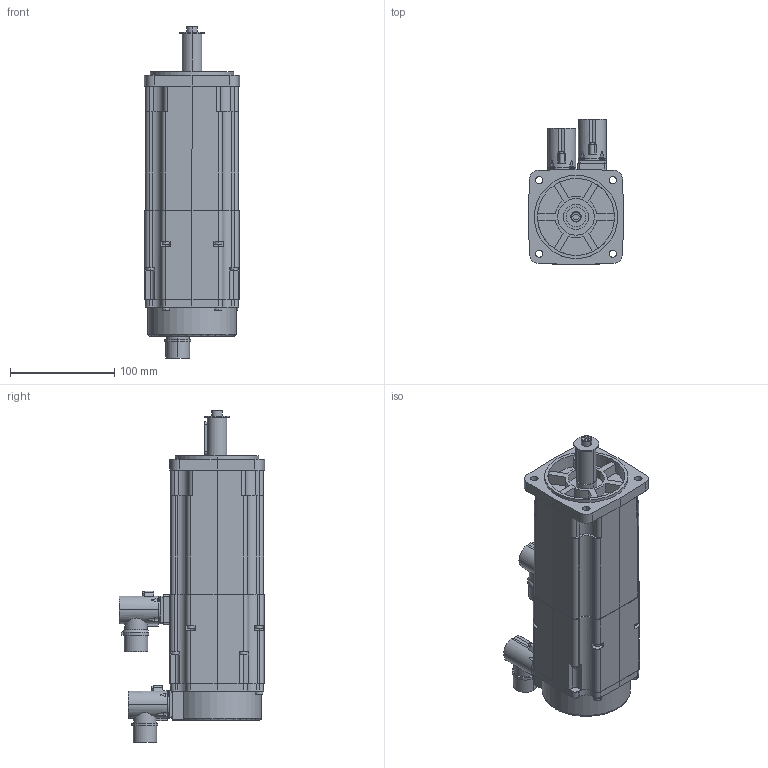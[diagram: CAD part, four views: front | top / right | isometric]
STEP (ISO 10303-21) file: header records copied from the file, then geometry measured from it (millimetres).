
FILE_DESCRIPTION((''),'2;1');
FILE_NAME('servomotor_nx430eaj7301','2005-06-13T',(''),('Trace Parts SA'),'PRO/ENGINEER BY PARAMETRIC TECHNOLOGY CORPORATION, Y2K Compliant','PRO/ENGINEER BY PARAMETRIC TECHNOLOGY CORPORATION, Y2K Compliant','');
FILE_SCHEMA(('CONFIG_CONTROL_DESIGN'));
Length unit declared in the file: millimetre
Products named in the file (6): SERVOMOTOR_NX430EAJ7301_01; SERVOMOTOR_NX430EAJ7301_02; SERVOMOTOR_NX430EAJ7301_03; SERVOMOTOR_NX430EAJ7301_04; SERVOMOTOR_NX430EAJ7301_05; servomotor_nx430eaj7301
Assembly tree (5 placements, depth 2):
  servomotor_nx430eaj7301
    SERVOMOTOR_NX430EAJ7301_01
    SERVOMOTOR_NX430EAJ7301_02
    SERVOMOTOR_NX430EAJ7301_03
    SERVOMOTOR_NX430EAJ7301_04
    SERVOMOTOR_NX430EAJ7301_05
Bounding box: 91.5 x 139.75 x 319.2 mm (x, y, z)
Volume: 1796278.7 mm3; surface area: 132116.2 mm2
Topology: 5 solids, 5 shells, 1117 faces, 3056 edges, 1981 vertices
Faces by surface type: cylinder 573, plane 377, cone 106, torus 41, bspline 20
Entity records: 41379 total; most frequent: CARTESIAN_POINT 12862, DIRECTION 6047, ORIENTED_EDGE 6032, EDGE_CURVE 3016, AXIS2_PLACEMENT_3D 2372, VERTEX_POINT 1981, VECTOR 1303, LINE 1303
